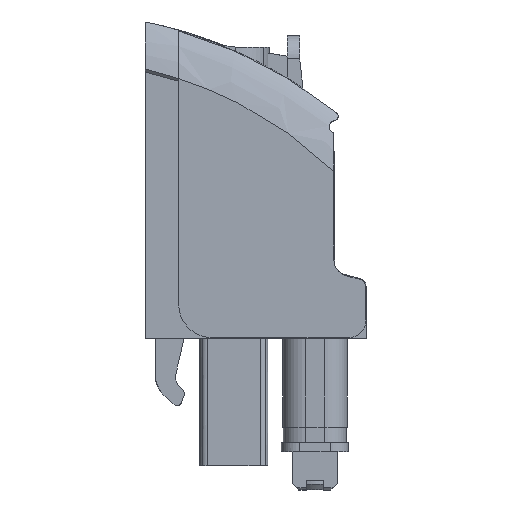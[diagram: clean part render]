
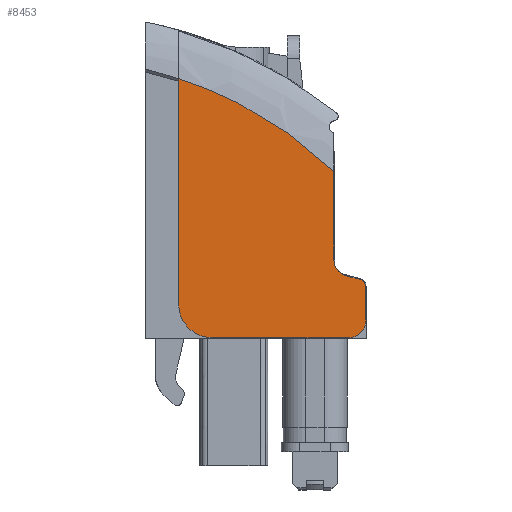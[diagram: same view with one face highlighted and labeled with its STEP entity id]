
A CAD part, left-side view. The second image highlights one B-rep face of the part: STEP entity #8453.
In plain terms, the highlighted planar face has unit normal (-1, 0, 0).
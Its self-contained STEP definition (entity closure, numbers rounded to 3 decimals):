
#6668=AXIS2_PLACEMENT_3D('Circle Axis2P3D',#6666,#6667,$) ;
#6732=AXIS2_PLACEMENT_3D('Circle Axis2P3D',#6730,#6731,$) ;
#6782=AXIS2_PLACEMENT_3D('Circle Axis2P3D',#6780,#6781,$) ;
#6832=AXIS2_PLACEMENT_3D('Circle Axis2P3D',#6830,#6831,$) ;
#8421=AXIS2_PLACEMENT_3D('Plane Axis2P3D',#8418,#8419,#8420) ;
#6663=CARTESIAN_POINT('Vertex',(0.,2.16,15.022)) ;
#6666=CARTESIAN_POINT('Axis2P3D Location',(0.,1.11,15.022)) ;
#6670=CARTESIAN_POINT('Vertex',(0.,1.381,14.008)) ;
#6705=CARTESIAN_POINT('Line Origine',(0.,0.912,13.882)) ;
#6709=CARTESIAN_POINT('Vertex',(0.,0.443,13.756)) ;
#6730=CARTESIAN_POINT('Axis2P3D Location',(0.,0.56,13.322)) ;
#6734=CARTESIAN_POINT('Vertex',(0.,0.11,13.33)) ;
#6755=CARTESIAN_POINT('Line Origine',(0.,0.091,12.225)) ;
#6759=CARTESIAN_POINT('Vertex',(0.,0.071,11.12)) ;
#6780=CARTESIAN_POINT('Axis2P3D Location',(0.,1.221,11.1)) ;
#6784=CARTESIAN_POINT('Vertex',(0.,1.221,9.95)) ;
#6805=CARTESIAN_POINT('Line Origine',(0.,5.661,9.95)) ;
#6809=CARTESIAN_POINT('Vertex',(0.,10.102,9.95)) ;
#6830=CARTESIAN_POINT('Axis2P3D Location',(0.,10.102,12.15)) ;
#6834=CARTESIAN_POINT('Vertex',(0.,12.302,12.1)) ;
#6871=CARTESIAN_POINT('Line Origine',(0.,12.302,19.493)) ;
#6875=CARTESIAN_POINT('Vertex',(0.,12.302,26.886)) ;
#8418=CARTESIAN_POINT('Axis2P3D Location',(0.,12.302,7.353)) ;
#8423=CARTESIAN_POINT('Line Origine',(0.,2.16,17.924)) ;
#8427=CARTESIAN_POINT('Vertex',(0.,2.16,20.826)) ;
#8431=CARTESIAN_POINT('Control Point',(0.,2.16,20.826)) ;
#8432=CARTESIAN_POINT('Control Point',(0.,3.406,22.03)) ;
#8433=CARTESIAN_POINT('Control Point',(0.,4.754,23.131)) ;
#8434=CARTESIAN_POINT('Control Point',(0.,6.19,24.116)) ;
#8435=CARTESIAN_POINT('Control Point',(0.,8.269,25.299)) ;
#8436=CARTESIAN_POINT('Control Point',(0.,10.462,26.235)) ;
#8437=CARTESIAN_POINT('Control Point',(0.,11.07,26.471)) ;
#8438=CARTESIAN_POINT('Control Point',(0.,11.683,26.688)) ;
#8439=CARTESIAN_POINT('Control Point',(0.,12.302,26.886)) ;
#6667=DIRECTION('Axis2P3D Direction',(1.,0.,0.)) ;
#6706=DIRECTION('Vector Direction',(0.,0.966,0.259)) ;
#6731=DIRECTION('Axis2P3D Direction',(1.,0.,0.)) ;
#6756=DIRECTION('Vector Direction',(0.,-0.017,-1.)) ;
#6781=DIRECTION('Axis2P3D Direction',(1.,0.,0.)) ;
#6806=DIRECTION('Vector Direction',(0.,1.,0.)) ;
#6831=DIRECTION('Axis2P3D Direction',(1.,0.,0.)) ;
#6872=DIRECTION('Vector Direction',(0.,0.,1.)) ;
#8419=DIRECTION('Axis2P3D Direction',(1.,0.,0.)) ;
#8420=DIRECTION('Axis2P3D XDirection',(0.,0.,1.)) ;
#8424=DIRECTION('Vector Direction',(0.,0.,-1.)) ;
#6707=VECTOR('Line Direction',#6706,1.) ;
#6757=VECTOR('Line Direction',#6756,1.) ;
#6807=VECTOR('Line Direction',#6806,1.) ;
#6873=VECTOR('Line Direction',#6872,1.) ;
#8425=VECTOR('Line Direction',#8424,1.) ;
#8442=ORIENTED_EDGE('',*,*,#6836,.F.) ;
#8443=ORIENTED_EDGE('',*,*,#6811,.F.) ;
#8444=ORIENTED_EDGE('',*,*,#6786,.F.) ;
#8445=ORIENTED_EDGE('',*,*,#6761,.F.) ;
#8446=ORIENTED_EDGE('',*,*,#6736,.F.) ;
#8447=ORIENTED_EDGE('',*,*,#6711,.T.) ;
#8448=ORIENTED_EDGE('',*,*,#6672,.T.) ;
#8449=ORIENTED_EDGE('',*,*,#8429,.F.) ;
#8450=ORIENTED_EDGE('',*,*,#8440,.T.) ;
#8451=ORIENTED_EDGE('',*,*,#6877,.F.) ;
#8453=ADVANCED_FACE('GEHAEUSE',(#8452),#8422,.F.) ;
#8430=B_SPLINE_CURVE_WITH_KNOTS('',5,(#8431,#8432,#8433,#8434,#8435,#8436,#8437,#8438,#8439),.UNSPECIFIED.,.F.,.U.,(6,3,6),(0.099,12.369,16.969),.UNSPECIFIED.) ;
#6669=CIRCLE('generated circle',#6668,1.05) ;
#6733=CIRCLE('generated circle',#6732,0.45) ;
#6783=CIRCLE('generated circle',#6782,1.15) ;
#6833=CIRCLE('generated circle',#6832,2.2) ;
#6672=EDGE_CURVE('',#6671,#6664,#6669,.T.) ;
#6711=EDGE_CURVE('',#6710,#6671,#6708,.T.) ;
#6736=EDGE_CURVE('',#6710,#6735,#6733,.T.) ;
#6761=EDGE_CURVE('',#6735,#6760,#6758,.T.) ;
#6786=EDGE_CURVE('',#6760,#6785,#6783,.T.) ;
#6811=EDGE_CURVE('',#6785,#6810,#6808,.T.) ;
#6836=EDGE_CURVE('',#6810,#6835,#6833,.T.) ;
#6877=EDGE_CURVE('',#6835,#6876,#6874,.T.) ;
#8429=EDGE_CURVE('',#8428,#6664,#8426,.T.) ;
#8440=EDGE_CURVE('',#8428,#6876,#8430,.T.) ;
#8441=EDGE_LOOP('',(#8442,#8443,#8444,#8445,#8446,#8447,#8448,#8449,#8450,#8451)) ;
#8452=FACE_OUTER_BOUND('',#8441,.T.) ;
#6708=LINE('Line',#6705,#6707) ;
#6758=LINE('Line',#6755,#6757) ;
#6808=LINE('Line',#6805,#6807) ;
#6874=LINE('Line',#6871,#6873) ;
#8426=LINE('Line',#8423,#8425) ;
#8422=PLANE('',#8421) ;
#6664=VERTEX_POINT('',#6663) ;
#6671=VERTEX_POINT('',#6670) ;
#6710=VERTEX_POINT('',#6709) ;
#6735=VERTEX_POINT('',#6734) ;
#6760=VERTEX_POINT('',#6759) ;
#6785=VERTEX_POINT('',#6784) ;
#6810=VERTEX_POINT('',#6809) ;
#6835=VERTEX_POINT('',#6834) ;
#6876=VERTEX_POINT('',#6875) ;
#8428=VERTEX_POINT('',#8427) ;
